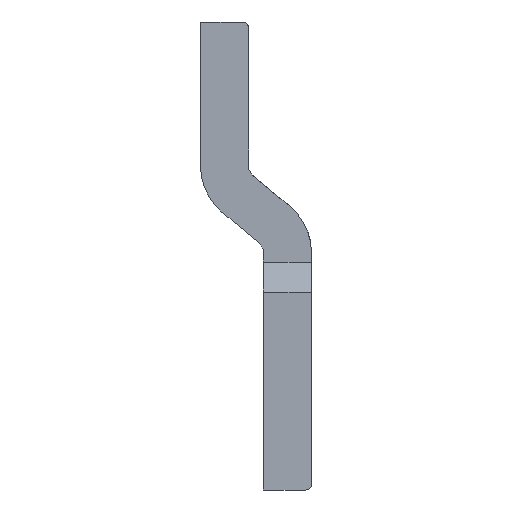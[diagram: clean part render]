
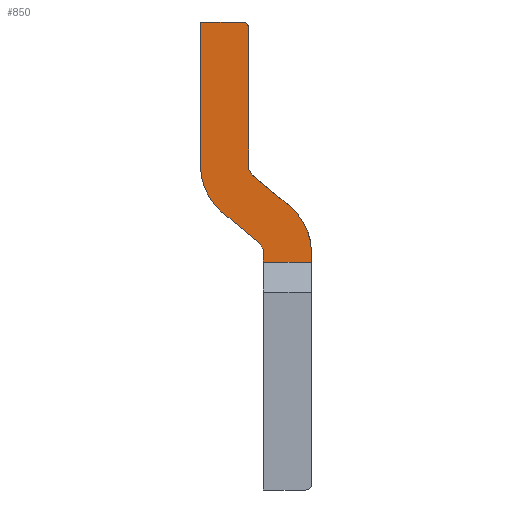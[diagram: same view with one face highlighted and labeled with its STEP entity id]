
A CAD part, front view. The second image highlights one B-rep face of the part: STEP entity #850.
In plain terms, the highlighted planar face has unit normal (0, -1, 0).
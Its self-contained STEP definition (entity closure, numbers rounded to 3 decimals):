
#217=DIRECTION('',(-1.,0.,0.));
#218=VECTOR('',#217,7.);
#219=CARTESIAN_POINT('',(25.5,-89.5,-88.7));
#220=LINE('',#219,#218);
#225=DIRECTION('',(0.,0.,-1.));
#226=VECTOR('',#225,24.);
#227=CARTESIAN_POINT('',(18.5,-89.5,-88.7));
#228=LINE('',#227,#226);
#316=DIRECTION('',(0.,0.,-1.));
#317=VECTOR('',#316,1.594);
#318=CARTESIAN_POINT('',(37.,-89.5,-127.106));
#319=LINE('',#318,#317);
#320=DIRECTION('',(0.,0.,1.));
#321=VECTOR('',#320,1.594);
#322=CARTESIAN_POINT('',(29.,-89.5,-128.7));
#323=LINE('',#322,#321);
#324=CARTESIAN_POINT('',(27.,-89.5,-127.106));
#325=DIRECTION('',(0.,-1.,0.));
#326=DIRECTION('',(1.,0.,0.));
#327=AXIS2_PLACEMENT_3D('',#324,#325,#326);
#329=DIRECTION('',(-0.766,0.,0.643));
#330=VECTOR('',#329,8.111);
#331=CARTESIAN_POINT('',(28.286,-89.5,-125.574));
#332=LINE('',#331,#330);
#333=CARTESIAN_POINT('',(28.5,-89.5,-112.7));
#334=DIRECTION('',(0.,1.,0.));
#335=DIRECTION('',(-0.643,0.,-0.766));
#336=AXIS2_PLACEMENT_3D('',#333,#334,#335);
#338=CARTESIAN_POINT('',(25.5,-89.5,-89.7));
#339=DIRECTION('',(0.,1.,0.));
#340=DIRECTION('',(0.,0.,1.));
#341=AXIS2_PLACEMENT_3D('',#338,#339,#340);
#343=CARTESIAN_POINT('',(28.5,-89.5,-112.7));
#344=DIRECTION('',(0.,-1.,0.));
#345=DIRECTION('',(-1.,0.,0.));
#346=AXIS2_PLACEMENT_3D('',#343,#344,#345);
#348=DIRECTION('',(0.766,0.,-0.643));
#349=VECTOR('',#348,8.111);
#350=CARTESIAN_POINT('',(27.214,-89.5,-114.232));
#351=LINE('',#350,#349);
#352=CARTESIAN_POINT('',(27.,-89.5,-127.106));
#353=DIRECTION('',(0.,1.,0.));
#354=DIRECTION('',(0.643,0.,0.766));
#355=AXIS2_PLACEMENT_3D('',#352,#353,#354);
#357=DIRECTION('',(1.,0.,0.));
#358=VECTOR('',#357,8.);
#359=CARTESIAN_POINT('',(29.,-89.5,-128.7));
#360=LINE('',#359,#358);
#470=DIRECTION('',(0.,0.,1.));
#471=VECTOR('',#470,23.);
#472=CARTESIAN_POINT('',(26.5,-89.5,-112.7));
#473=LINE('',#472,#471);
#561=CARTESIAN_POINT('',(29.,-89.5,-128.7));
#562=CARTESIAN_POINT('',(29.,-89.5,-127.106));
#563=VERTEX_POINT('',#561);
#564=VERTEX_POINT('',#562);
#607=CARTESIAN_POINT('',(37.,-89.5,-128.7));
#608=VERTEX_POINT('',#607);
#613=CARTESIAN_POINT('',(37.,-89.5,-127.106));
#614=VERTEX_POINT('',#613);
#615=CARTESIAN_POINT('',(28.286,-89.5,-125.574));
#616=VERTEX_POINT('',#615);
#617=CARTESIAN_POINT('',(22.072,-89.5,-120.36));
#618=VERTEX_POINT('',#617);
#619=CARTESIAN_POINT('',(18.5,-89.5,-112.7));
#620=VERTEX_POINT('',#619);
#621=CARTESIAN_POINT('',(25.5,-89.5,-88.7));
#622=CARTESIAN_POINT('',(18.5,-89.5,-88.7));
#623=VERTEX_POINT('',#621);
#624=VERTEX_POINT('',#622);
#625=CARTESIAN_POINT('',(26.5,-89.5,-89.7));
#626=VERTEX_POINT('',#625);
#627=CARTESIAN_POINT('',(26.5,-89.5,-112.7));
#628=VERTEX_POINT('',#627);
#629=CARTESIAN_POINT('',(27.214,-89.5,-114.232));
#630=VERTEX_POINT('',#629);
#631=CARTESIAN_POINT('',(33.428,-89.5,-119.446));
#632=VERTEX_POINT('',#631);
#820=CARTESIAN_POINT('',(27.75,-89.5,-108.7));
#821=DIRECTION('',(0.,1.,0.));
#822=DIRECTION('',(0.,0.,-1.));
#823=AXIS2_PLACEMENT_3D('',#820,#821,#822);
#824=PLANE('',#823);
#825=ORIENTED_EDGE('',*,*,#790,.T.);
#827=ORIENTED_EDGE('',*,*,#826,.F.);
#829=ORIENTED_EDGE('',*,*,#828,.T.);
#831=ORIENTED_EDGE('',*,*,#830,.T.);
#833=ORIENTED_EDGE('',*,*,#832,.T.);
#835=ORIENTED_EDGE('',*,*,#834,.T.);
#836=ORIENTED_EDGE('',*,*,#694,.F.);
#837=ORIENTED_EDGE('',*,*,#674,.F.);
#839=ORIENTED_EDGE('',*,*,#838,.T.);
#841=ORIENTED_EDGE('',*,*,#840,.F.);
#843=ORIENTED_EDGE('',*,*,#842,.T.);
#845=ORIENTED_EDGE('',*,*,#844,.T.);
#847=ORIENTED_EDGE('',*,*,#846,.T.);
#848=EDGE_LOOP('',(#825,#827,#829,#831,#833,#835,#836,#837,#839,#841,#843,#845,
#847));
#849=FACE_OUTER_BOUND('',#848,.F.);
#328=CIRCLE('',#327,2.);
#337=CIRCLE('',#336,10.);
#342=CIRCLE('',#341,1.);
#347=CIRCLE('',#346,2.);
#356=CIRCLE('',#355,10.);
#674=EDGE_CURVE('',#623,#624,#220,.T.);
#694=EDGE_CURVE('',#624,#620,#228,.T.);
#790=EDGE_CURVE('',#614,#608,#319,.T.);
#826=EDGE_CURVE('',#563,#608,#360,.T.);
#828=EDGE_CURVE('',#563,#564,#323,.T.);
#830=EDGE_CURVE('',#564,#616,#328,.T.);
#832=EDGE_CURVE('',#616,#618,#332,.T.);
#834=EDGE_CURVE('',#618,#620,#337,.T.);
#838=EDGE_CURVE('',#623,#626,#342,.T.);
#840=EDGE_CURVE('',#628,#626,#473,.T.);
#842=EDGE_CURVE('',#628,#630,#347,.T.);
#844=EDGE_CURVE('',#630,#632,#351,.T.);
#846=EDGE_CURVE('',#632,#614,#356,.T.);
#850=ADVANCED_FACE('',(#849),#824,.F.);
